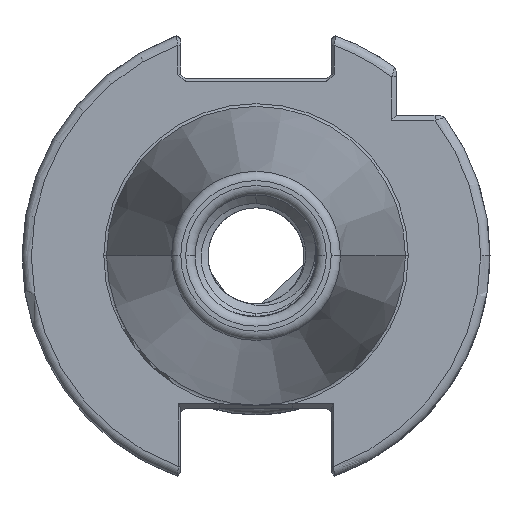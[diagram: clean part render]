
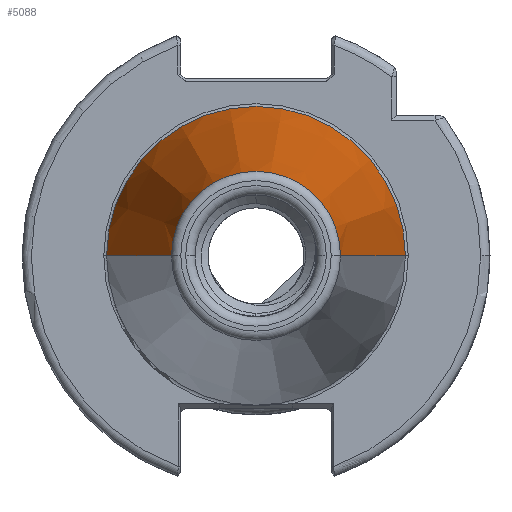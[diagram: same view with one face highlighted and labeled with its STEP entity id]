
A CAD part, left-side view. The second image highlights one B-rep face of the part: STEP entity #5088.
In plain terms, the highlighted conical face has half-angle 8.297 degrees and reference radius 16.342 mm.
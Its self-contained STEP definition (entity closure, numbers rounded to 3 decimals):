
#3517 = CARTESIAN_POINT ( 'NONE',  ( 0., 16.342, 0. ) ) ;
#3529 = DIRECTION ( 'NONE',  ( 0.99, 0.144, 0. ) ) ;
#3583 = DIRECTION ( 'NONE',  ( 0., 0., 1. ) ) ;
#3585 = CARTESIAN_POINT ( 'NONE',  ( -2.6, 0., 0. ) ) ;
#3591 = DIRECTION ( 'NONE',  ( -1., 0., 0. ) ) ;
#3635 = CARTESIAN_POINT ( 'NONE',  ( -50.144, 0., 0. ) ) ;
#3642 = DIRECTION ( 'NONE',  ( 1., 0., 0. ) ) ;
#3665 = DIRECTION ( 'NONE',  ( 0., -1., 0. ) ) ;
#3679 = DIRECTION ( 'NONE',  ( 0.99, -0.144, 0. ) ) ;
#3707 = CARTESIAN_POINT ( 'NONE',  ( 0., -16.342, 0. ) ) ;
#3831 = DIRECTION ( 'NONE',  ( 0., 0., 1. ) ) ;
#3833 = CARTESIAN_POINT ( 'NONE',  ( -2.6, 0., 0. ) ) ;
#3834 = DIRECTION ( 'NONE',  ( -1., 0., 0. ) ) ;
#4048 = CARTESIAN_POINT ( 'NONE',  ( -50.144, -9.029, 0. ) ) ;
#4111 = AXIS2_PLACEMENT_3D ( 'NONE', #3635, #3642, #3665 ) ;
#4119 = CARTESIAN_POINT ( 'NONE',  ( -50.144, 9.029, 0. ) ) ;
#4153 = CARTESIAN_POINT ( 'NONE',  ( -2.6, 15.962, 0. ) ) ;
#4163 = CARTESIAN_POINT ( 'NONE',  ( -2.6, -15.962, 0. ) ) ;
#4171 = CARTESIAN_POINT ( 'NONE',  ( -2.6, 0., 15.962 ) ) ;
#4182 = AXIS2_PLACEMENT_3D ( 'NONE', #3585, #3591, #3583 ) ;
#4194 = AXIS2_PLACEMENT_3D ( 'NONE', #3833, #3834, #3831 ) ;
#5088 = ADVANCED_FACE ( 'NONE', ( #24769 ), #24801, .T. ) ;
#6537 = AXIS2_PLACEMENT_3D ( 'NONE', #8950, #8955, #8996 ) ;
#8950 = CARTESIAN_POINT ( 'NONE',  ( 0., 0., 0. ) ) ;
#8955 = DIRECTION ( 'NONE',  ( 1., 0., 0. ) ) ;
#8996 = DIRECTION ( 'NONE',  ( 0., 1., 0. ) ) ;
#9791 = ORIENTED_EDGE ( 'NONE', *, *, #17280, .F. ) ;
#9814 = ORIENTED_EDGE ( 'NONE', *, *, #17299, .T. ) ;
#9821 = ORIENTED_EDGE ( 'NONE', *, *, #17311, .T. ) ;
#9827 = ORIENTED_EDGE ( 'NONE', *, *, #17342, .T. ) ;
#9880 = ORIENTED_EDGE ( 'NONE', *, *, #17321, .T. ) ;
#17280 = EDGE_CURVE ( 'NONE', #24059, #24123, #18651, .T. ) ;
#17299 = EDGE_CURVE ( 'NONE', #24118, #24123, #18787, .T. ) ;
#17311 = EDGE_CURVE ( 'NONE', #24059, #24046, #18758, .T. ) ;
#17321 = EDGE_CURVE ( 'NONE', #24046, #24117, #18774, .T. ) ;
#17342 = EDGE_CURVE ( 'NONE', #24117, #24118, #18841, .T. ) ;
#17953 = EDGE_LOOP ( 'NONE', ( #9821, #9880, #9827, #9814, #9791 ) ) ;
#18651 = LINE ( 'NONE', #3517, #18681 ) ;
#18681 = VECTOR ( 'NONE', #3529, 1000. ) ;
#18720 = VECTOR ( 'NONE', #3679, 1000. ) ;
#18758 = CIRCLE ( 'NONE', #4111, 9.029 ) ;
#18774 = LINE ( 'NONE', #3707, #18720 ) ;
#18787 = CIRCLE ( 'NONE', #4182, 15.962 ) ;
#18841 = CIRCLE ( 'NONE', #4194, 15.962 ) ;
#24046 = VERTEX_POINT ( 'NONE', #4048 ) ;
#24059 = VERTEX_POINT ( 'NONE', #4119 ) ;
#24117 = VERTEX_POINT ( 'NONE', #4163 ) ;
#24118 = VERTEX_POINT ( 'NONE', #4171 ) ;
#24123 = VERTEX_POINT ( 'NONE', #4153 ) ;
#24769 = FACE_OUTER_BOUND ( 'NONE', #17953, .T. ) ;
#24801 = CONICAL_SURFACE ( 'NONE', #6537, 16.342, 0.145 ) ;
